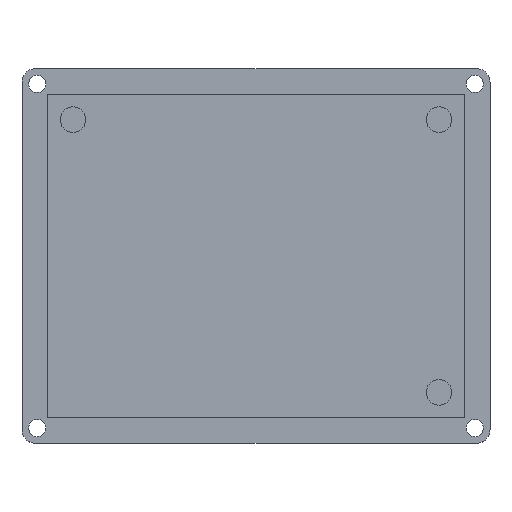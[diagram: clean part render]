
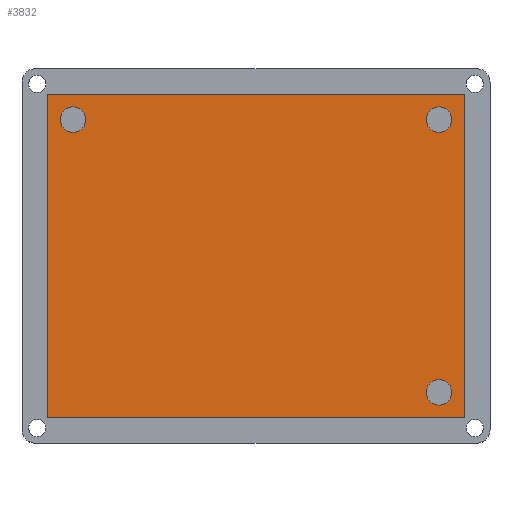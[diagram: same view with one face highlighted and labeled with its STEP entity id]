
A CAD part, top view. The second image highlights one B-rep face of the part: STEP entity #3832.
In plain terms, the highlighted planar face has unit normal (0, 0, 1).
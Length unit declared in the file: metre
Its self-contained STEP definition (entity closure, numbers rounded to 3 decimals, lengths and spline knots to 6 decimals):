
#184=CIRCLE('',#4285,0.0025);
#185=CIRCLE('',#4286,0.0025);
#186=CIRCLE('',#4287,0.0025);
#254=LINE('',#5467,#563);
#257=LINE('',#5473,#566);
#261=LINE('',#5482,#570);
#263=LINE('',#5485,#572);
#265=LINE('',#5488,#574);
#294=LINE('',#5586,#603);
#563=VECTOR('',#4475,1.);
#566=VECTOR('',#4480,1.);
#570=VECTOR('',#4486,1.);
#572=VECTOR('',#4490,1.);
#574=VECTOR('',#4492,1.);
#603=VECTOR('',#4601,1.);
#1090=ORIENTED_EDGE('',*,*,#2194,.F.);
#1091=ORIENTED_EDGE('',*,*,#2195,.F.);
#1092=ORIENTED_EDGE('',*,*,#2196,.F.);
#1093=ORIENTED_EDGE('',*,*,#2135,.F.);
#1094=ORIENTED_EDGE('',*,*,#2144,.T.);
#1095=ORIENTED_EDGE('',*,*,#2193,.T.);
#1096=ORIENTED_EDGE('',*,*,#2146,.T.);
#1097=ORIENTED_EDGE('',*,*,#2138,.T.);
#1098=ORIENTED_EDGE('',*,*,#2142,.F.);
#2135=EDGE_CURVE('',#2720,#2721,#254,.T.);
#2138=EDGE_CURVE('',#2723,#2724,#257,.T.);
#2142=EDGE_CURVE('',#2721,#2724,#261,.T.);
#2144=EDGE_CURVE('',#2720,#2727,#263,.T.);
#2146=EDGE_CURVE('',#2728,#2723,#265,.T.);
#2193=EDGE_CURVE('',#2727,#2728,#294,.T.);
#2194=EDGE_CURVE('',#2757,#2757,#184,.T.);
#2195=EDGE_CURVE('',#2758,#2758,#185,.T.);
#2196=EDGE_CURVE('',#2759,#2759,#186,.T.);
#2720=VERTEX_POINT('',#5466);
#2721=VERTEX_POINT('',#5468);
#2723=VERTEX_POINT('',#5474);
#2724=VERTEX_POINT('',#5475);
#2727=VERTEX_POINT('',#5486);
#2728=VERTEX_POINT('',#5489);
#2757=VERTEX_POINT('',#5589);
#2758=VERTEX_POINT('',#5591);
#2759=VERTEX_POINT('',#5593);
#3242=EDGE_LOOP('',(#1090));
#3243=EDGE_LOOP('',(#1091));
#3244=EDGE_LOOP('',(#1092));
#3245=EDGE_LOOP('',(#1093,#1094,#1095,#1096,#1097,#1098));
#3493=FACE_BOUND('',#3242,.T.);
#3494=FACE_BOUND('',#3243,.T.);
#3495=FACE_BOUND('',#3244,.T.);
#3496=FACE_BOUND('',#3245,.T.);
#3709=PLANE('',#4284);
#3832=ADVANCED_FACE('',(#3493,#3494,#3495,#3496),#3709,.T.);
#4284=AXIS2_PLACEMENT_3D('',#5587,#4602,#4603);
#4285=AXIS2_PLACEMENT_3D('',#5588,#4604,#4605);
#4286=AXIS2_PLACEMENT_3D('',#5590,#4606,#4607);
#4287=AXIS2_PLACEMENT_3D('',#5592,#4608,#4609);
#4475=DIRECTION('',(0.,1.,0.));
#4480=DIRECTION('',(0.,1.,0.));
#4486=DIRECTION('',(1.,0.,0.));
#4490=DIRECTION('',(1.,0.,0.));
#4492=DIRECTION('',(1.,0.,0.));
#4601=DIRECTION('',(1.,0.,0.));
#4602=DIRECTION('',(0.,0.,1.));
#4603=DIRECTION('',(1.,0.,0.));
#4604=DIRECTION('',(0.,0.,1.));
#4605=DIRECTION('',(1.,0.,0.));
#4606=DIRECTION('',(0.,0.,1.));
#4607=DIRECTION('',(1.,0.,0.));
#4608=DIRECTION('',(0.,0.,1.));
#4609=DIRECTION('',(1.,0.,0.));
#5466=CARTESIAN_POINT('',(-0.053212,-0.057875,0.003));
#5467=CARTESIAN_POINT('',(-0.053212,-0.026125,0.003));
#5468=CARTESIAN_POINT('',(-0.053212,0.005625,0.003));
#5473=CARTESIAN_POINT('',(0.028588,-0.026125,0.003));
#5474=CARTESIAN_POINT('',(0.028588,-0.057875,0.003));
#5475=CARTESIAN_POINT('',(0.028588,0.005625,0.003));
#5482=CARTESIAN_POINT('',(-0.012312,0.005625,0.003));
#5485=CARTESIAN_POINT('',(-0.012312,-0.057875,0.003));
#5486=CARTESIAN_POINT('',(-0.047566,-0.057875,0.003));
#5488=CARTESIAN_POINT('',(-0.012312,-0.057875,0.003));
#5489=CARTESIAN_POINT('',(-0.036658,-0.057875,0.003));
#5586=CARTESIAN_POINT('',(-0.012312,-0.057875,0.003));
#5587=CARTESIAN_POINT('',(-0.012312,-0.026125,0.003));
#5588=CARTESIAN_POINT('',(0.023588,0.000625,0.003));
#5589=CARTESIAN_POINT('',(0.026088,0.000625,0.003));
#5590=CARTESIAN_POINT('',(0.023588,-0.052875,0.003));
#5591=CARTESIAN_POINT('',(0.026088,-0.052875,0.003));
#5592=CARTESIAN_POINT('',(-0.048212,0.000625,0.003));
#5593=CARTESIAN_POINT('',(-0.045712,0.000625,0.003));
